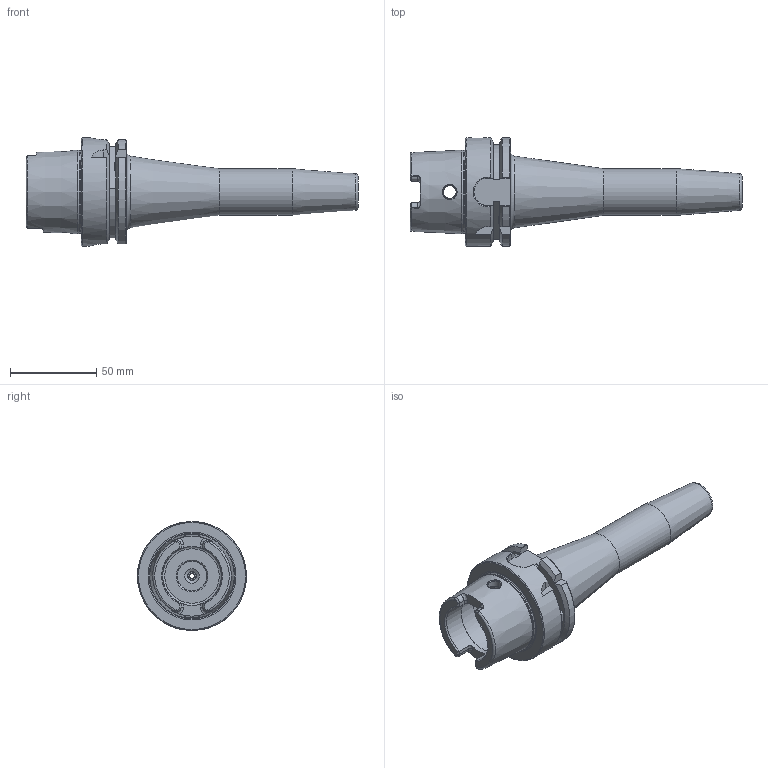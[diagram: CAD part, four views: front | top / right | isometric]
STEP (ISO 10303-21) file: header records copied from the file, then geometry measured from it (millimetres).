
FILE_DESCRIPTION((''),'2;1');
FILE_NAME('INT''H63A-M08SF160-9.iam.step','2010-04-23T09:01:09',(''),(''),'Autodesk Inventor 2009','Autodesk Inventor 2009','');
FILE_SCHEMA(('AUTOMOTIVE_DESIGN { 1 0 10303 214 1 1 1 1 }'));
Length unit declared in the file: inch
Products named in the file (3): H63A-M08SF160-9; H63A-M08SF160-9-1; BS-SFM061-16
Assembly tree (2 placements, depth 2):
  H63A-M08SF160-9
    H63A-M08SF160-9-1
    BS-SFM061-16
Bounding box: 192 x 63 x 63 mm (x, y, z)
Volume: 168314.5 mm3; surface area: 37298.8 mm2
Topology: 2 solids, 2 shells, 165 faces, 425 edges, 267 vertices
Faces by surface type: plane 59, cone 36, cylinder 35, bspline 28, torus 7
Full cylindrical faces by diameter (mm): 7.5 x2, 7.985 x1, 8.747 x1, 10 x1, 16.916 x1, 27 x1, 34 x2, 40 x1, 48.041 x1, 63 x1
Entity records: 6511 total; most frequent: CARTESIAN_POINT 2765, ORIENTED_EDGE 750, DIRECTION 663, EDGE_CURVE 375, AXIS2_PLACEMENT_3D 264, VERTEX_POINT 254, EDGE_LOOP 213, FACE_OUTER_BOUND 165
